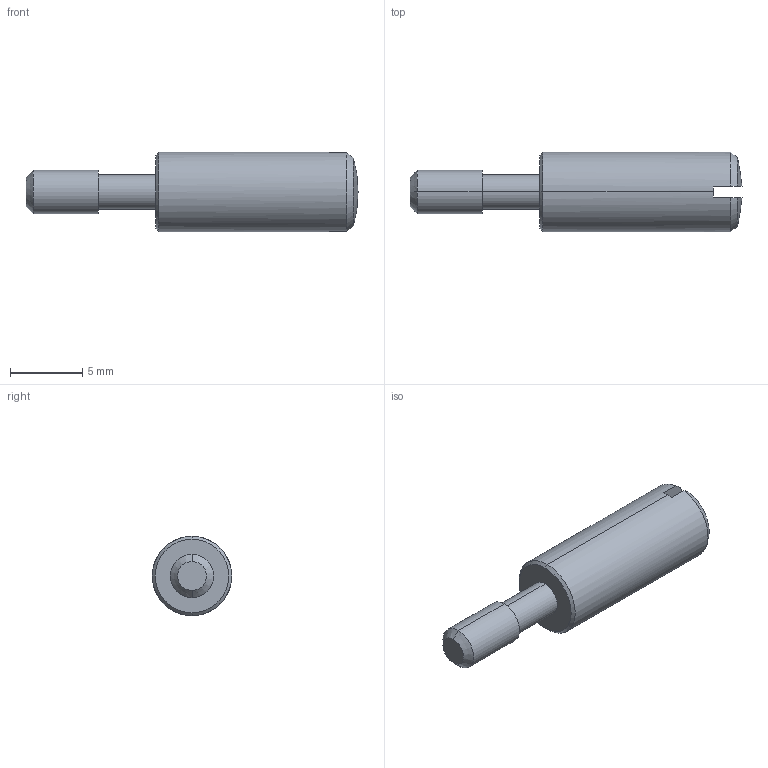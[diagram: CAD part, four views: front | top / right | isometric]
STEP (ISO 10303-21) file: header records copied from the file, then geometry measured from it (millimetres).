
FILE_DESCRIPTION((''),'2;1');
FILE_NAME('3D_1980020050004_CODE-M3_N_V1_0','2022-06-21T',('yp.zhu'),(''),'PRO/ENGINEER BY PARAMETRIC TECHNOLOGY CORPORATION, 2012480','PRO/ENGINEER BY PARAMETRIC TECHNOLOGY CORPORATION, 2012480','');
FILE_SCHEMA(('CONFIG_CONTROL_DESIGN'));
Length unit declared in the file: millimetre
Products named in the file (1): 3D_1980020050004_CODE-M3_N_V1_0
Bounding box: 22.99 x 5.5 x 5.5 mm (x, y, z)
Volume: 370.4 mm3; surface area: 374.4 mm2
Topology: 1 solids, 1 shells, 20 faces, 44 edges, 28 vertices
Faces by surface type: cone 6, plane 6, cylinder 6, sphere 2
Entity records: 598 total; most frequent: DIRECTION 104, CARTESIAN_POINT 100, ORIENTED_EDGE 88, AXIS2_PLACEMENT_3D 44, EDGE_CURVE 44, VERTEX_POINT 28, CIRCLE 24, EDGE_LOOP 22
